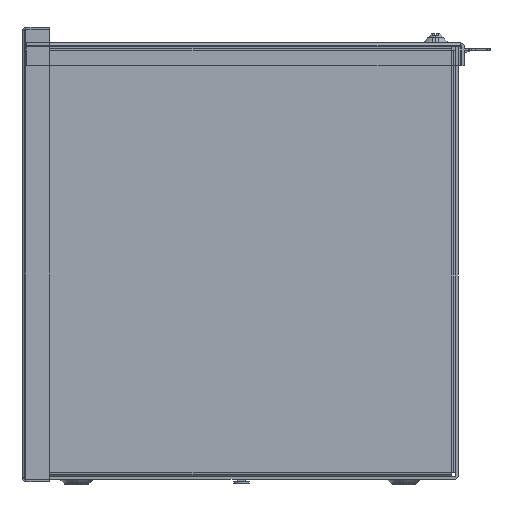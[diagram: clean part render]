
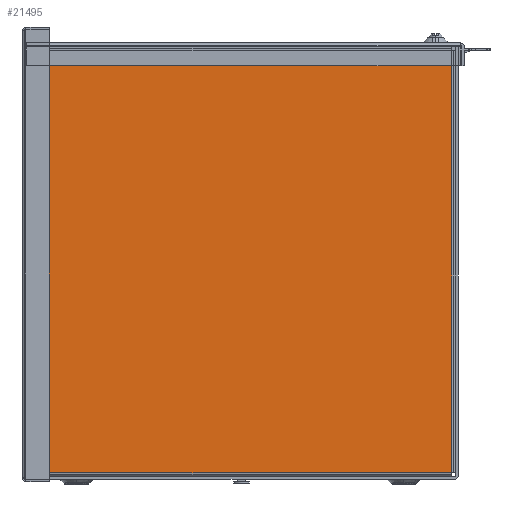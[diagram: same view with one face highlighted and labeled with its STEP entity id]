
A CAD part, left-side view. The second image highlights one B-rep face of the part: STEP entity #21495.
In plain terms, the highlighted planar face has unit normal (-1, 0, 0).
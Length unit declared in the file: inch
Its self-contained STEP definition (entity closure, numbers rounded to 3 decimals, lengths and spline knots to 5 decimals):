
#955 = DIRECTION ( 'NONE',  ( 0., 0., -1. ) ) ;
#1691 = VERTEX_POINT ( 'NONE', #17124 ) ;
#2621 = EDGE_CURVE ( 'NONE', #32469, #28743, #41434, .T. ) ;
#2984 = LINE ( 'NONE', #43223, #51023 ) ;
#3566 = EDGE_CURVE ( 'NONE', #21894, #18630, #2984, .T. ) ;
#4391 = VERTEX_POINT ( 'NONE', #43234 ) ;
#4913 = LINE ( 'NONE', #37004, #36794 ) ;
#5294 = VERTEX_POINT ( 'NONE', #51462 ) ;
#5397 = CARTESIAN_POINT ( 'NONE',  ( -48., 5.836, 11.783 ) ) ;
#6047 = DIRECTION ( 'NONE',  ( -1., 0., 0. ) ) ;
#6825 = CARTESIAN_POINT ( 'NONE',  ( -48., 5.944, 11.8 ) ) ;
#6860 = CARTESIAN_POINT ( 'NONE',  ( -48., 5.819, 0.072 ) ) ;
#7580 = EDGE_CURVE ( 'NONE', #18630, #5294, #47091, .T. ) ;
#7656 = VERTEX_POINT ( 'NONE', #39723 ) ;
#8255 = EDGE_LOOP ( 'NONE', ( #49015, #36350, #20835, #51853, #43688, #51398, #30119, #29946, #44673, #16667, #49849, #47989 ) ) ;
#9409 = CARTESIAN_POINT ( 'NONE',  ( -48., -5.892, 0.197 ) ) ;
#9933 = CARTESIAN_POINT ( 'NONE',  ( -48., 5.836, 11.908 ) ) ;
#9994 = PLANE ( 'NONE',  #42867 ) ;
#10096 = CARTESIAN_POINT ( 'NONE',  ( -48., -5.784, 11.783 ) ) ;
#10815 = DIRECTION ( 'NONE',  ( 0., 0., -1. ) ) ;
#11247 = VECTOR ( 'NONE', #21483, 39.37008 ) ;
#11979 = VECTOR ( 'NONE', #29995, 39.37008 ) ;
#12036 = VECTOR ( 'NONE', #38911, 39.37008 ) ;
#12440 = VECTOR ( 'NONE', #26145, 39.37008 ) ;
#12511 = EDGE_CURVE ( 'NONE', #43577, #50815, #21657, .T. ) ;
#13695 = CARTESIAN_POINT ( 'NONE',  ( -48., -5.767, 11.783 ) ) ;
#13804 = CARTESIAN_POINT ( 'NONE',  ( -48., -5.784, 11.908 ) ) ;
#14829 = VERTEX_POINT ( 'NONE', #13695 ) ;
#16667 = ORIENTED_EDGE ( 'NONE', *, *, #30972, .T. ) ;
#16891 = LINE ( 'NONE', #48980, #37104 ) ;
#17124 = CARTESIAN_POINT ( 'NONE',  ( -48., 5.819, 11.783 ) ) ;
#17348 = CARTESIAN_POINT ( 'NONE',  ( -48., -5.767, 11.783 ) ) ;
#17871 = DIRECTION ( 'NONE',  ( 0., 1., 0. ) ) ;
#18630 = VERTEX_POINT ( 'NONE', #27217 ) ;
#19082 = FACE_OUTER_BOUND ( 'NONE', #8255, .T. ) ;
#20432 = CARTESIAN_POINT ( 'NONE',  ( -48., -5.784, 0.197 ) ) ;
#20835 = ORIENTED_EDGE ( 'NONE', *, *, #31783, .T. ) ;
#21068 = EDGE_CURVE ( 'NONE', #42143, #21894, #41769, .T. ) ;
#21483 = DIRECTION ( 'NONE',  ( 0., -1., 0. ) ) ;
#21495 = ADVANCED_FACE ( 'NONE', ( #19082 ), #9994, .T. ) ;
#21657 = LINE ( 'NONE', #49038, #40036 ) ;
#21894 = VERTEX_POINT ( 'NONE', #51909 ) ;
#22739 = CARTESIAN_POINT ( 'NONE',  ( -48., -5.767, 0.197 ) ) ;
#23203 = DIRECTION ( 'NONE',  ( 0., -1., 0. ) ) ;
#24834 = DIRECTION ( 'NONE',  ( 0., 0., 1. ) ) ;
#25164 = VECTOR ( 'NONE', #34117, 39.37008 ) ;
#26145 = DIRECTION ( 'NONE',  ( 0., 0., 1. ) ) ;
#26405 = VECTOR ( 'NONE', #47594, 39.37008 ) ;
#26783 = EDGE_CURVE ( 'NONE', #1691, #42143, #27330, .T. ) ;
#27217 = CARTESIAN_POINT ( 'NONE',  ( -48., 5.819, 0.197 ) ) ;
#27330 = LINE ( 'NONE', #47333, #26405 ) ;
#28743 = VERTEX_POINT ( 'NONE', #10096 ) ;
#29768 = CARTESIAN_POINT ( 'NONE',  ( -48., -5.767, 0.18 ) ) ;
#29946 = ORIENTED_EDGE ( 'NONE', *, *, #3566, .T. ) ;
#29951 = CARTESIAN_POINT ( 'NONE',  ( -48., 5.944, 11.908 ) ) ;
#29995 = DIRECTION ( 'NONE',  ( 0., 0., 1. ) ) ;
#30119 = ORIENTED_EDGE ( 'NONE', *, *, #21068, .T. ) ;
#30972 = EDGE_CURVE ( 'NONE', #5294, #43577, #16891, .T. ) ;
#31182 = DIRECTION ( 'NONE',  ( 0., 0., -1. ) ) ;
#31783 = EDGE_CURVE ( 'NONE', #14829, #7656, #41871, .T. ) ;
#32189 = VECTOR ( 'NONE', #10815, 39.37008 ) ;
#32469 = VERTEX_POINT ( 'NONE', #20432 ) ;
#34117 = DIRECTION ( 'NONE',  ( 0., 0., -1. ) ) ;
#36350 = ORIENTED_EDGE ( 'NONE', *, *, #42364, .T. ) ;
#36794 = VECTOR ( 'NONE', #955, 39.37008 ) ;
#37004 = CARTESIAN_POINT ( 'NONE',  ( -48., 5.819, 11.783 ) ) ;
#37104 = VECTOR ( 'NONE', #45057, 39.37008 ) ;
#38534 = EDGE_CURVE ( 'NONE', #4391, #1691, #4913, .T. ) ;
#38911 = DIRECTION ( 'NONE',  ( 0., 1., 0. ) ) ;
#39723 = CARTESIAN_POINT ( 'NONE',  ( -48., -5.767, 11.8 ) ) ;
#40036 = VECTOR ( 'NONE', #24834, 39.37008 ) ;
#41434 = LINE ( 'NONE', #13804, #12440 ) ;
#41769 = LINE ( 'NONE', #9933, #25164 ) ;
#41871 = LINE ( 'NONE', #50011, #11979 ) ;
#42143 = VERTEX_POINT ( 'NONE', #5397 ) ;
#42364 = EDGE_CURVE ( 'NONE', #28743, #14829, #45504, .T. ) ;
#42605 = EDGE_CURVE ( 'NONE', #7656, #4391, #42861, .T. ) ;
#42842 = EDGE_CURVE ( 'NONE', #50815, #32469, #45447, .T. ) ;
#42861 = LINE ( 'NONE', #6825, #12036 ) ;
#42867 = AXIS2_PLACEMENT_3D ( 'NONE', #29951, #6047, #31182 ) ;
#43223 = CARTESIAN_POINT ( 'NONE',  ( -48., 5.819, 0.197 ) ) ;
#43234 = CARTESIAN_POINT ( 'NONE',  ( -48., 5.819, 11.8 ) ) ;
#43577 = VERTEX_POINT ( 'NONE', #29768 ) ;
#43688 = ORIENTED_EDGE ( 'NONE', *, *, #38534, .T. ) ;
#43951 = VECTOR ( 'NONE', #17871, 39.37008 ) ;
#44673 = ORIENTED_EDGE ( 'NONE', *, *, #7580, .T. ) ;
#45057 = DIRECTION ( 'NONE',  ( 0., -1., 0. ) ) ;
#45447 = LINE ( 'NONE', #9409, #11247 ) ;
#45504 = LINE ( 'NONE', #17348, #43951 ) ;
#47091 = LINE ( 'NONE', #6860, #32189 ) ;
#47333 = CARTESIAN_POINT ( 'NONE',  ( -48., 5.944, 11.783 ) ) ;
#47594 = DIRECTION ( 'NONE',  ( 0., 1., 0. ) ) ;
#47989 = ORIENTED_EDGE ( 'NONE', *, *, #42842, .T. ) ;
#48980 = CARTESIAN_POINT ( 'NONE',  ( -48., 5.944, 0.18 ) ) ;
#49015 = ORIENTED_EDGE ( 'NONE', *, *, #2621, .T. ) ;
#49038 = CARTESIAN_POINT ( 'NONE',  ( -48., -5.767, 0.197 ) ) ;
#49849 = ORIENTED_EDGE ( 'NONE', *, *, #12511, .T. ) ;
#50011 = CARTESIAN_POINT ( 'NONE',  ( -48., -5.767, 11.908 ) ) ;
#50815 = VERTEX_POINT ( 'NONE', #22739 ) ;
#51023 = VECTOR ( 'NONE', #23203, 39.37008 ) ;
#51398 = ORIENTED_EDGE ( 'NONE', *, *, #26783, .T. ) ;
#51462 = CARTESIAN_POINT ( 'NONE',  ( -48., 5.819, 0.18 ) ) ;
#51853 = ORIENTED_EDGE ( 'NONE', *, *, #42605, .T. ) ;
#51909 = CARTESIAN_POINT ( 'NONE',  ( -48., 5.836, 0.197 ) ) ;
